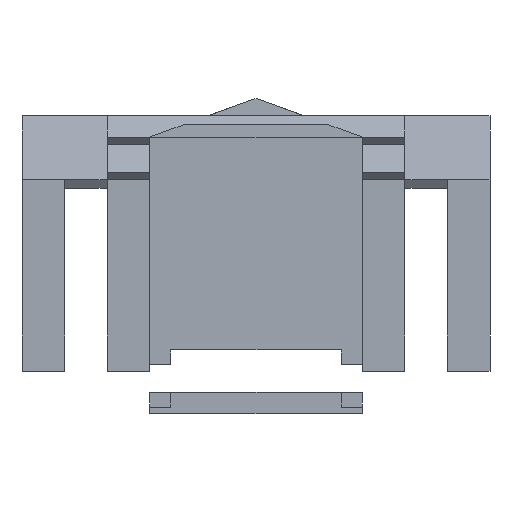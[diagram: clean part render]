
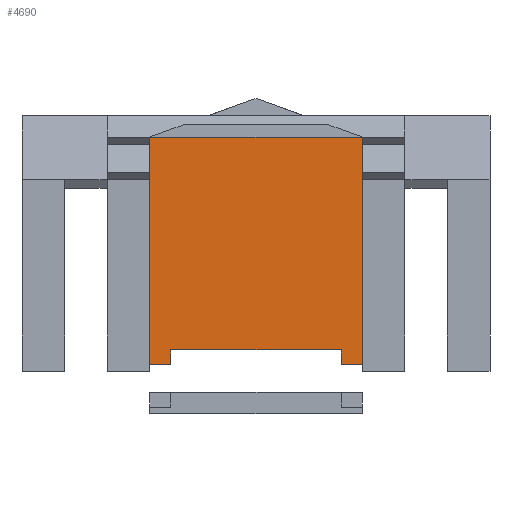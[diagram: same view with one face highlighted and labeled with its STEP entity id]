
A CAD part, left-side view. The second image highlights one B-rep face of the part: STEP entity #4690.
In plain terms, the highlighted planar face has unit normal (-1, 0, 0).
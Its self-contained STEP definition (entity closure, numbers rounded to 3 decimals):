
#258=FACE_OUTER_BOUND('',#509,.T.);
#509=EDGE_LOOP('',(#4174,#4175,#4176,#4177,#4178,#4179,#4180,#4181));
#824=LINE('',#6699,#1481);
#870=LINE('',#6788,#1527);
#1081=LINE('',#7198,#1738);
#1129=LINE('',#7305,#1786);
#1152=LINE('',#7350,#1809);
#1156=LINE('',#7357,#1813);
#1162=LINE('',#7368,#1819);
#1163=LINE('',#7370,#1820);
#1481=VECTOR('',#5427,10.);
#1527=VECTOR('',#5491,10.);
#1738=VECTOR('',#5852,10.);
#1786=VECTOR('',#5978,10.);
#1809=VECTOR('',#6027,10.);
#1813=VECTOR('',#6035,10.);
#1819=VECTOR('',#6045,10.);
#1820=VECTOR('',#6048,10.);
#2060=VERTEX_POINT('',#6696);
#2061=VERTEX_POINT('',#6698);
#2094=VERTEX_POINT('',#6785);
#2095=VERTEX_POINT('',#6787);
#2237=VERTEX_POINT('',#7301);
#2239=VERTEX_POINT('',#7304);
#2248=VERTEX_POINT('',#7349);
#2252=VERTEX_POINT('',#7366);
#2564=EDGE_CURVE('',#2060,#2061,#824,.T.);
#2610=EDGE_CURVE('',#2094,#2095,#870,.T.);
#2821=EDGE_CURVE('',#2061,#2094,#1081,.T.);
#2869=EDGE_CURVE('',#2237,#2239,#1129,.T.);
#2892=EDGE_CURVE('',#2239,#2248,#1152,.T.);
#2896=EDGE_CURVE('',#2248,#2060,#1156,.T.);
#2902=EDGE_CURVE('',#2237,#2252,#1162,.T.);
#2903=EDGE_CURVE('',#2095,#2252,#1163,.T.);
#4174=ORIENTED_EDGE('',*,*,#2902,.T.);
#4175=ORIENTED_EDGE('',*,*,#2903,.F.);
#4176=ORIENTED_EDGE('',*,*,#2610,.F.);
#4177=ORIENTED_EDGE('',*,*,#2821,.F.);
#4178=ORIENTED_EDGE('',*,*,#2564,.F.);
#4179=ORIENTED_EDGE('',*,*,#2896,.F.);
#4180=ORIENTED_EDGE('',*,*,#2892,.F.);
#4181=ORIENTED_EDGE('',*,*,#2869,.F.);
#4455=PLANE('',#4940);
#4690=ADVANCED_FACE('',(#258),#4455,.T.);
#4940=AXIS2_PLACEMENT_3D('',#7369,#6046,#6047);
#5427=DIRECTION('',(0.,0.,1.));
#5491=DIRECTION('',(0.,0.,-1.));
#5852=DIRECTION('',(0.,-1.,0.));
#5978=DIRECTION('',(0.,1.,0.));
#6027=DIRECTION('',(0.,0.,-1.));
#6035=DIRECTION('',(0.,1.,0.));
#6045=DIRECTION('',(0.,0.,-1.));
#6046=DIRECTION('center_axis',(-1.,0.,0.));
#6047=DIRECTION('ref_axis',(0.,1.,0.));
#6048=DIRECTION('',(0.,1.,0.));
#6696=CARTESIAN_POINT('',(-130.,50.,23.));
#6698=CARTESIAN_POINT('',(-130.,50.,130.));
#6699=CARTESIAN_POINT('',(-130.,50.,30.));
#6785=CARTESIAN_POINT('',(-130.,-50.,130.));
#6787=CARTESIAN_POINT('',(-130.,-50.,23.));
#6788=CARTESIAN_POINT('',(-130.,-50.,30.));
#7198=CARTESIAN_POINT('',(-130.,-50.,130.));
#7301=CARTESIAN_POINT('',(-130.,-40.,30.));
#7304=CARTESIAN_POINT('',(-130.,40.,30.));
#7305=CARTESIAN_POINT('',(-130.,-50.,30.));
#7349=CARTESIAN_POINT('',(-130.,40.,23.));
#7350=CARTESIAN_POINT('',(-130.,40.,30.));
#7357=CARTESIAN_POINT('',(-130.,50.,23.));
#7366=CARTESIAN_POINT('',(-130.,-40.,23.));
#7368=CARTESIAN_POINT('',(-130.,-40.,30.));
#7369=CARTESIAN_POINT('Origin',(-130.,-50.,30.));
#7370=CARTESIAN_POINT('',(-130.,-50.,23.));
